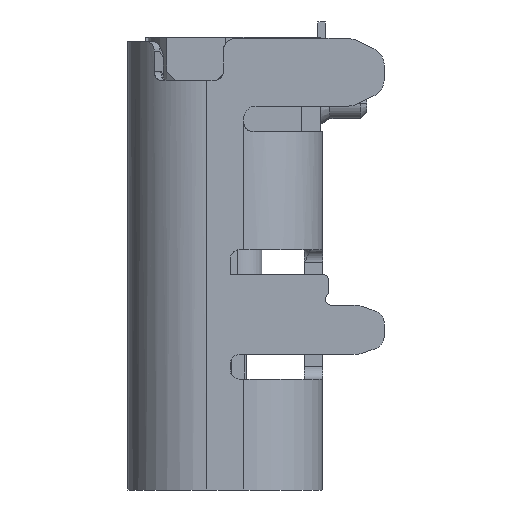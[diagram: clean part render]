
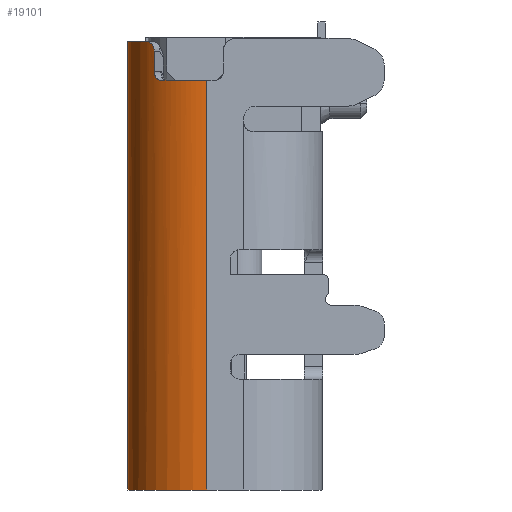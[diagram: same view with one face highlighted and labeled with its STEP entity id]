
A CAD part, left-side view. The second image highlights one B-rep face of the part: STEP entity #19101.
In plain terms, the highlighted cylindrical face has radius 1.28 mm (diameter 2.56 mm), a partial arc.
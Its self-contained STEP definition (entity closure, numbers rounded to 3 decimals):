
#2104=CARTESIAN_POINT('',(-3.19,0.295,-4.258));
#2105=DIRECTION('',(0.,0.,-1.));
#2106=DIRECTION('',(-0.921,0.391,0.));
#2107=AXIS2_PLACEMENT_3D('',#2104,#2105,#2106);
#3323=CARTESIAN_POINT('',(-3.19,0.295,-10.908));
#3324=DIRECTION('',(0.,0.,1.));
#3325=DIRECTION('',(0.,1.,0.));
#3326=AXIS2_PLACEMENT_3D('',#3323,#3324,#3325);
#6065=CARTESIAN_POINT('',(-4.237,1.031,
-4.258));
#6066=CARTESIAN_POINT('',(-4.228,1.044,
-4.258));
#6067=CARTESIAN_POINT('',(-4.21,1.069,
-4.253));
#6068=CARTESIAN_POINT('',(-4.183,1.103,
-4.231));
#6069=CARTESIAN_POINT('',(-4.161,1.13,
-4.197));
#6070=CARTESIAN_POINT('',(-4.146,1.147,
-4.154));
#6071=CARTESIAN_POINT('',(-4.143,1.15,
-4.123));
#6072=CARTESIAN_POINT('',(-4.143,1.15,
-4.108));
#6094=DIRECTION('',(0.,0.,-1.));
#6095=VECTOR('',#6094,6.65);
#6096=CARTESIAN_POINT('',(-4.47,0.295,
-4.258));
#6097=LINE('7684',#6096,#6095);
#6098=DIRECTION('',(0.,0.,1.));
#6099=VECTOR('',#6098,7.275);
#6100=CARTESIAN_POINT('',(-3.19,1.575,
-10.908));
#6101=LINE('7756',#6100,#6099);
#6102=DIRECTION('',(0.,0.,-1.));
#6103=VECTOR('',#6102,0.325);
#6104=CARTESIAN_POINT('',(-4.143,1.15,
-3.783));
#6105=LINE('8332',#6104,#6103);
#6106=CARTESIAN_POINT('',(-3.19,0.295,-4.258));
#6107=DIRECTION('',(0.,0.,-1.));
#6108=DIRECTION('',(-0.98,0.197,0.));
#6109=AXIS2_PLACEMENT_3D('',#6106,#6107,#6108);
#6119=CARTESIAN_POINT('',(-3.19,0.295,-4.258));
#6120=DIRECTION('',(0.,0.,-1.));
#6121=DIRECTION('',(-1.,0.,0.));
#6122=AXIS2_PLACEMENT_3D('',#6119,#6120,#6121);
#6165=CARTESIAN_POINT('',(-3.19,0.295,-3.633));
#6166=DIRECTION('',(0.,0.,-1.));
#6167=DIRECTION('',(-0.657,0.754,0.));
#6168=AXIS2_PLACEMENT_3D('',#6165,#6166,#6167);
#6198=CARTESIAN_POINT('',(-4.143,1.15,
-3.783));
#6199=CARTESIAN_POINT('',(-4.143,1.15,
-3.77));
#6200=CARTESIAN_POINT('',(-4.14,1.152,
-3.744));
#6201=CARTESIAN_POINT('',(-4.13,1.164,
-3.707));
#6202=CARTESIAN_POINT('',(-4.113,1.182,
-3.676));
#6203=CARTESIAN_POINT('',(-4.089,1.206,
-3.651));
#6204=CARTESIAN_POINT('',(-4.063,1.231,
-3.637));
#6205=CARTESIAN_POINT('',(-4.042,1.25,
-3.633));
#6206=CARTESIAN_POINT('',(-4.031,1.26,
-3.633));
#9726=CARTESIAN_POINT('',(-4.368,0.795,
-4.258));
#9727=VERTEX_POINT('',#9726);
#9728=CARTESIAN_POINT('',(-4.237,1.031,
-4.258));
#9729=VERTEX_POINT('',#9728);
#10161=CARTESIAN_POINT('',(-4.445,0.547,
-4.258));
#10162=VERTEX_POINT('',#10161);
#10201=CARTESIAN_POINT('',(-4.47,0.295,
-10.908));
#10202=VERTEX_POINT('',#10201);
#10203=CARTESIAN_POINT('',(-4.47,0.295,
-4.258));
#10204=VERTEX_POINT('',#10203);
#10249=CARTESIAN_POINT('',(-3.19,1.575,
-10.908));
#10251=VERTEX_POINT('',#10249);
#10285=CARTESIAN_POINT('',(-3.19,1.575,
-3.633));
#10286=VERTEX_POINT('',#10285);
#10989=CARTESIAN_POINT('',(-4.143,1.15,
-4.108));
#10990=VERTEX_POINT('',#10989);
#10991=CARTESIAN_POINT('',(-4.143,1.15,
-3.783));
#10992=VERTEX_POINT('',#10991);
#10995=CARTESIAN_POINT('',(-4.031,1.26,
-3.633));
#10996=VERTEX_POINT('',#10995);
#19080=CARTESIAN_POINT('',(-3.19,0.295,-7.269));
#19081=DIRECTION('',(0.,0.,-1.));
#19082=DIRECTION('',(-0.999,-0.051,0.));
#19083=AXIS2_PLACEMENT_3D('',#19080,#19081,#19082);
#19084=CYLINDRICAL_SURFACE('9234',#19083,1.28);
#19086=ORIENTED_EDGE('8336',*,*,#19085,.F.);
#19088=ORIENTED_EDGE('8337',*,*,#19087,.F.);
#19089=ORIENTED_EDGE('7684',*,*,#15231,.T.);
#19090=ORIENTED_EDGE('7738',*,*,#15629,.F.);
#19091=ORIENTED_EDGE('7756',*,*,#15679,.T.);
#19093=ORIENTED_EDGE('8338',*,*,#19092,.F.);
#19095=ORIENTED_EDGE('8339',*,*,#19094,.F.);
#19096=ORIENTED_EDGE('8332',*,*,#19056,.T.);
#19097=ORIENTED_EDGE('8335',*,*,#19071,.F.);
#19098=ORIENTED_EDGE('7386',*,*,#14242,.F.);
#19099=EDGE_LOOP('9234',(#19086,#19088,#19089,#19090,#19091,#19093,#19095,
#19096,#19097,#19098));
#19100=FACE_OUTER_BOUND('9234',#19099,.F.);
#19101=ADVANCED_FACE('9234',(#19100),#19084,.T.);
#2108=CIRCLE('7386',#2107,1.28);
#3327=CIRCLE('7738',#3326,1.28);
#6073=B_SPLINE_CURVE_WITH_KNOTS('8335',3,(#6065,#6066,#6067,#6068,#6069,#6070,
#6071,#6072),.UNSPECIFIED.,.F.,.F.,(4,1,1,1,1,4),(0.,0.2,0.4,0.6,0.8,
1.),.UNSPECIFIED.);
#6110=CIRCLE('8336',#6109,1.28);
#6123=CIRCLE('8337',#6122,1.28);
#6169=CIRCLE('8338',#6168,1.28);
#6207=B_SPLINE_CURVE_WITH_KNOTS('8339',3,(#6198,#6199,#6200,#6201,#6202,#6203,
#6204,#6205,#6206),.UNSPECIFIED.,.F.,.F.,(4,1,1,1,1,1,4),(0.,
0.167,0.333,0.5,0.667,0.833,
1.),.UNSPECIFIED.);
#14242=EDGE_CURVE('7386',#9727,#9729,#2108,.T.);
#15231=EDGE_CURVE('7684',#10204,#10202,#6097,.T.);
#15629=EDGE_CURVE('7738',#10251,#10202,#3327,.T.);
#15679=EDGE_CURVE('7756',#10251,#10286,#6101,.T.);
#19056=EDGE_CURVE('8332',#10992,#10990,#6105,.T.);
#19071=EDGE_CURVE('8335',#9729,#10990,#6073,.T.);
#19085=EDGE_CURVE('8336',#10162,#9727,#6110,.T.);
#19087=EDGE_CURVE('8337',#10204,#10162,#6123,.T.);
#19092=EDGE_CURVE('8338',#10996,#10286,#6169,.T.);
#19094=EDGE_CURVE('8339',#10992,#10996,#6207,.T.);
